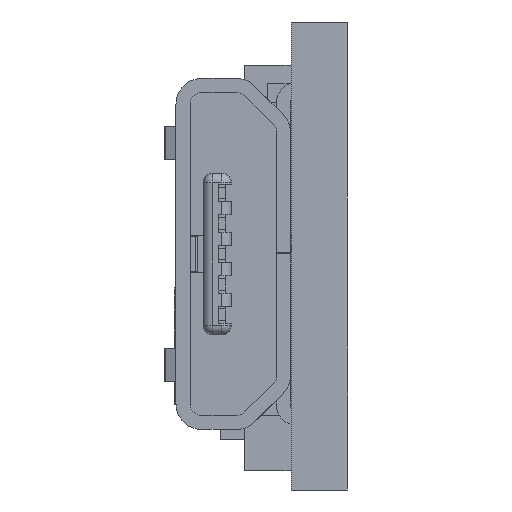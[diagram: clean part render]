
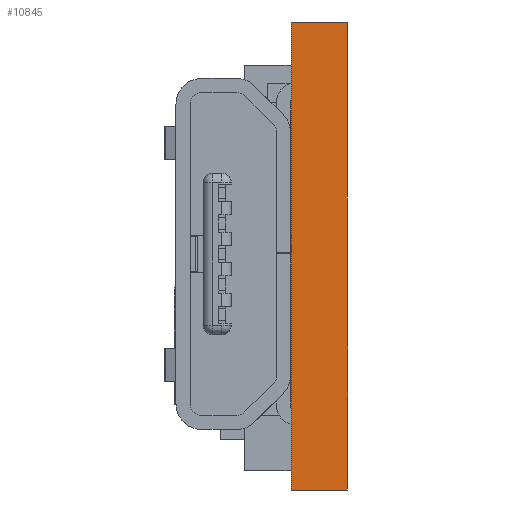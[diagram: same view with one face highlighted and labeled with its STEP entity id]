
A CAD part, left-side view. The second image highlights one B-rep face of the part: STEP entity #10845.
In plain terms, the highlighted planar face has unit normal (-1, 0, 0).
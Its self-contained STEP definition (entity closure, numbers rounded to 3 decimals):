
#495=PLANE('',#11784);
#1064=FACE_OUTER_BOUND('',#1626,.T.);
#1626=EDGE_LOOP('',(#10149,#10150,#10151,#10152));
#2790=LINE('',#17690,#4042);
#2832=LINE('',#17810,#4084);
#2879=LINE('',#17939,#4131);
#2880=LINE('',#17940,#4132);
#4042=VECTOR('',#14491,10.);
#4084=VECTOR('',#14613,10.);
#4131=VECTOR('',#14754,10.);
#4132=VECTOR('',#14755,10.);
#5388=VERTEX_POINT('',#17687);
#5389=VERTEX_POINT('',#17689);
#5426=VERTEX_POINT('',#17807);
#5427=VERTEX_POINT('',#17809);
#6902=EDGE_CURVE('',#5388,#5389,#2790,.T.);
#6962=EDGE_CURVE('',#5426,#5427,#2832,.T.);
#7027=EDGE_CURVE('',#5426,#5389,#2879,.T.);
#7028=EDGE_CURVE('',#5427,#5388,#2880,.T.);
#10149=ORIENTED_EDGE('',*,*,#6962,.F.);
#10150=ORIENTED_EDGE('',*,*,#7027,.T.);
#10151=ORIENTED_EDGE('',*,*,#6902,.F.);
#10152=ORIENTED_EDGE('',*,*,#7028,.F.);
#10845=ADVANCED_FACE('',(#1064),#495,.T.);
#11784=AXIS2_PLACEMENT_3D('',#17938,#14752,#14753);
#14491=DIRECTION('',(0.,0.,1.));
#14613=DIRECTION('',(0.,0.,-1.));
#14752=DIRECTION('center_axis',(-1.,0.,0.));
#14753=DIRECTION('ref_axis',(0.,0.,1.));
#14754=DIRECTION('',(0.,1.,0.));
#14755=DIRECTION('',(0.,1.,0.));
#17687=CARTESIAN_POINT('',(0.032,1.2,-10.));
#17689=CARTESIAN_POINT('',(0.032,1.2,0.));
#17690=CARTESIAN_POINT('',(0.032,1.2,0.));
#17807=CARTESIAN_POINT('',(0.032,0.,0.));
#17809=CARTESIAN_POINT('',(0.032,0.,-10.));
#17810=CARTESIAN_POINT('',(0.032,0.,0.));
#17938=CARTESIAN_POINT('Origin',(0.032,0.,-10.));
#17939=CARTESIAN_POINT('',(0.032,0.,0.));
#17940=CARTESIAN_POINT('',(0.032,0.,-10.));
